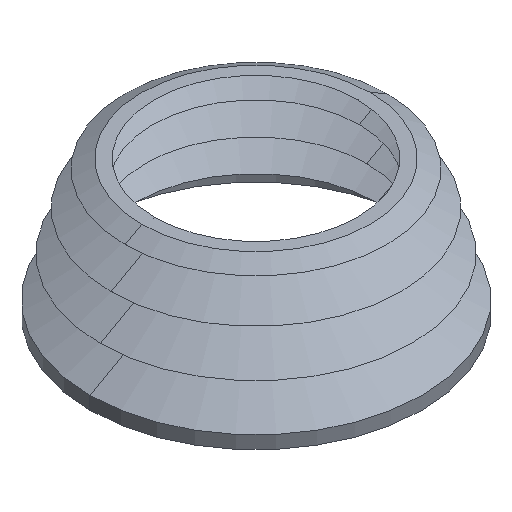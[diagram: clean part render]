
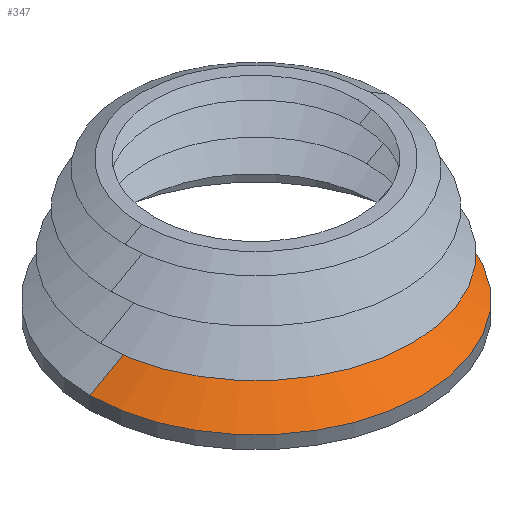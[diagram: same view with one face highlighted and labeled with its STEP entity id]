
A CAD part, isometric view. The second image highlights one B-rep face of the part: STEP entity #347.
In plain terms, the highlighted conical face has half-angle 61 degrees and reference radius 80 mm.
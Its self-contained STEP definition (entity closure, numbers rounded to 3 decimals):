
#10 = AXIS2_PLACEMENT_3D ( 'NONE', #144, #825, #750 ) ;
#12 = CIRCLE ( 'NONE', #637, 60.59 ) ;
#32 = CARTESIAN_POINT ( 'NONE',  ( 0., 0., 38.324 ) ) ;
#40 = CARTESIAN_POINT ( 'NONE',  ( 60.59, 0., 49.083 ) ) ;
#79 = VERTEX_POINT ( 'NONE', #232 ) ;
#144 = CARTESIAN_POINT ( 'NONE',  ( 0., 0., 38.324 ) ) ;
#160 = VECTOR ( 'NONE', #646, 1000. ) ;
#162 = DIRECTION ( 'NONE',  ( -1., 0., 0. ) ) ;
#170 = DIRECTION ( 'NONE',  ( 0., 0., -1. ) ) ;
#196 = VERTEX_POINT ( 'NONE', #809 ) ;
#201 = VERTEX_POINT ( 'NONE', #40 ) ;
#232 = CARTESIAN_POINT ( 'NONE',  ( -80., 0., 38.324 ) ) ;
#247 = AXIS2_PLACEMENT_3D ( 'NONE', #32, #170, #162 ) ;
#254 = ORIENTED_EDGE ( 'NONE', *, *, #888, .T. ) ;
#347 = ADVANCED_FACE ( 'NONE', ( #838 ), #603, .T. ) ;
#348 = ORIENTED_EDGE ( 'NONE', *, *, #789, .T. ) ;
#371 = DIRECTION ( 'NONE',  ( -1., 0., 0. ) ) ;
#376 = LINE ( 'NONE', #784, #160 ) ;
#408 = VECTOR ( 'NONE', #511, 1000. ) ;
#472 = EDGE_CURVE ( 'NONE', #196, #79, #844, .T. ) ;
#495 = CARTESIAN_POINT ( 'NONE',  ( -60.59, 0., 49.083 ) ) ;
#508 = LINE ( 'NONE', #579, #408 ) ;
#511 = DIRECTION ( 'NONE',  ( -0.875, 0., -0.485 ) ) ;
#579 = CARTESIAN_POINT ( 'NONE',  ( -80., 0., 38.324 ) ) ;
#599 = VERTEX_POINT ( 'NONE', #495 ) ;
#603 = CONICAL_SURFACE ( 'NONE', #10, 80., 1.065 ) ;
#614 = ORIENTED_EDGE ( 'NONE', *, *, #852, .F. ) ;
#637 = AXIS2_PLACEMENT_3D ( 'NONE', #721, #788, #371 ) ;
#646 = DIRECTION ( 'NONE',  ( 0.875, 0., -0.485 ) ) ;
#721 = CARTESIAN_POINT ( 'NONE',  ( 0., 0., 49.083 ) ) ;
#750 = DIRECTION ( 'NONE',  ( -1., 0., 0. ) ) ;
#784 = CARTESIAN_POINT ( 'NONE',  ( 80., 0., 38.324 ) ) ;
#788 = DIRECTION ( 'NONE',  ( 0., 0., -1. ) ) ;
#789 = EDGE_CURVE ( 'NONE', #201, #599, #12, .T. ) ;
#809 = CARTESIAN_POINT ( 'NONE',  ( 80., 0., 38.324 ) ) ;
#825 = DIRECTION ( 'NONE',  ( 0., 0., -1. ) ) ;
#838 = FACE_OUTER_BOUND ( 'NONE', #856, .T. ) ;
#839 = ORIENTED_EDGE ( 'NONE', *, *, #472, .F. ) ;
#844 = CIRCLE ( 'NONE', #247, 80. ) ;
#852 = EDGE_CURVE ( 'NONE', #201, #196, #376, .T. ) ;
#856 = EDGE_LOOP ( 'NONE', ( #614, #348, #254, #839 ) ) ;
#888 = EDGE_CURVE ( 'NONE', #599, #79, #508, .T. ) ;
